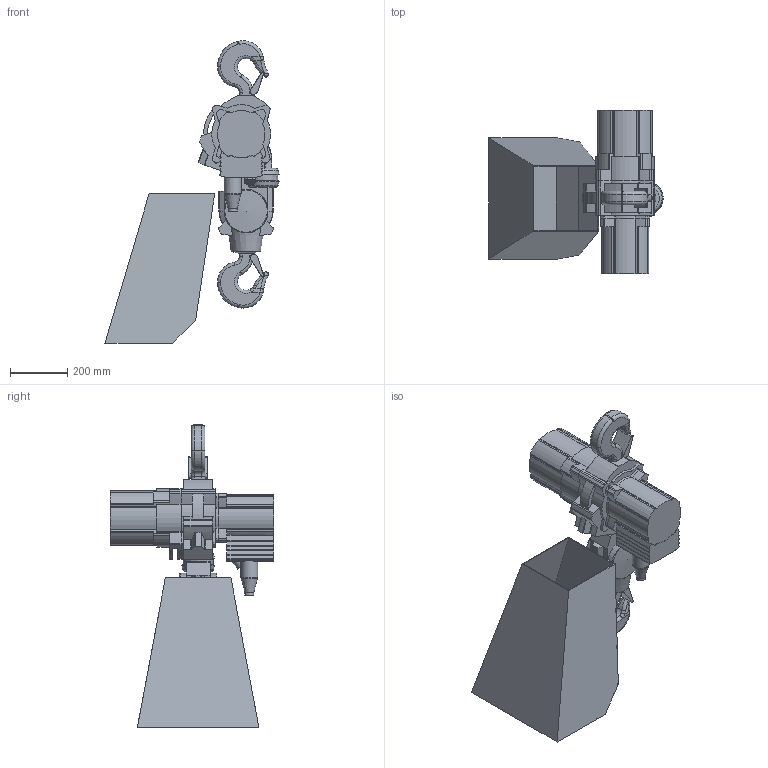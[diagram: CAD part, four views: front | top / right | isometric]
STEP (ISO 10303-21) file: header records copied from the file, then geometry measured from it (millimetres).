
FILE_DESCRIPTION(('STEP AP214'),'1');
FILE_NAME('PMH Profi Lufttelfer 10000-2 TI.stp','2013-06-25T12:25:32',(' '),(' '),'Spatial InterOp 3D',' ',' ');
FILE_SCHEMA(('automotive_design'));
Length unit declared in the file: metre
Products named in the file (12): Motor BI LUFT; Motor NM3BI; Steuerventil BI Luft; Geraet Profi  10 TI LUFT; Mittelteil Profi  10 TI; Getriebe TI 257; Lasthaken  12T; Unterflasche  10T mit Haken; Unterflasche  10T; PMH Profi Lufttelfer 10000_2 TI; Kettenkasten Typ 13
Assembly tree (11 placements, depth 4):
  PMH Profi Lufttelfer 10000_2 TI
    Geraet Profi  10 TI LUFT
      Motor BI LUFT
        Motor NM3BI
        Steuerventil BI Luft
      Mittelteil Profi  10 TI
      Getriebe TI 257
      Lasthaken  12T
      Unterflasche  10T mit Haken
        Unterflasche  10T
        Lasthaken  12T
    Kettenkasten Typ 13
Bounding box: 611.1 x 573 x 1059.87 mm (x, y, z)
Volume: 29953144 mm3; surface area: 2602968.7 mm2
Topology: 8 solids, 8 shells, 577 faces, 1593 edges, 1027 vertices
Faces by surface type: cylinder 336, plane 151, bspline 45, torus 38, cone 5, sphere 2
Full cylindrical faces by diameter (mm): 31 x1, 43.6 x2, 59 x1, 153 x2
Entity records: 29211 total; most frequent: CARTESIAN_POINT 9438, DIRECTION 3350, ORIENTED_EDGE 3118, EDGE_CURVE 1559, AXIS2_PLACEMENT_3D 1369, VERTEX_POINT 1018, CIRCLE 781, LINE 612
